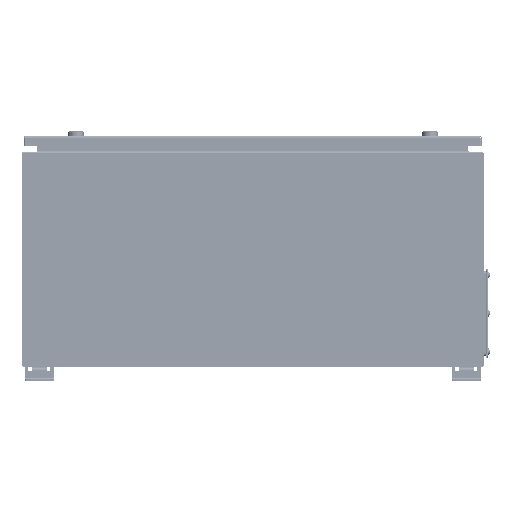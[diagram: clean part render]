
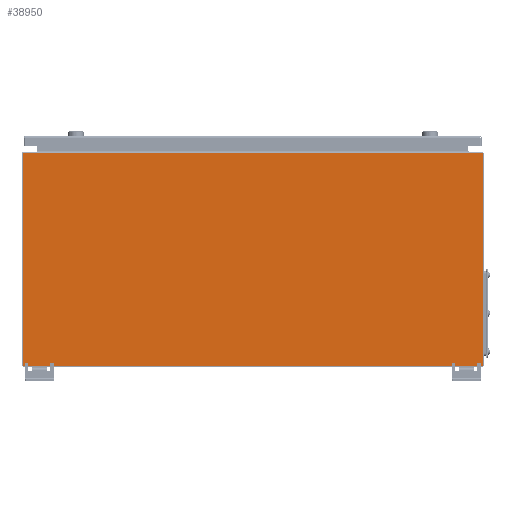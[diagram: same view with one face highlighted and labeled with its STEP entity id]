
A CAD part, left-side view. The second image highlights one B-rep face of the part: STEP entity #38950.
In plain terms, the highlighted planar face has unit normal (-1, 0, 0).
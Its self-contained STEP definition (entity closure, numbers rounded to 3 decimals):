
#2055 = CARTESIAN_POINT ( 'NONE',  ( -1.5, 400., -183.5 ) ) ;
#2487 = CARTESIAN_POINT ( 'NONE',  ( -1.5, -400., 183.5 ) ) ;
#2583 = DIRECTION ( 'NONE',  ( -1., 0., 0. ) ) ;
#2863 = CARTESIAN_POINT ( 'NONE',  ( -1.5, -400., -183.5 ) ) ;
#4180 = AXIS2_PLACEMENT_3D ( 'NONE', #30931, #43193, #48701 ) ;
#4612 = DIRECTION ( 'NONE',  ( -1., 0., 0. ) ) ;
#6348 = CIRCLE ( 'NONE', #34744, 3. ) ;
#7736 = VERTEX_POINT ( 'NONE', #31250 ) ;
#8146 = DIRECTION ( 'NONE',  ( 0., 0., -1. ) ) ;
#9104 = EDGE_CURVE ( 'NONE', #75884, #17080, #17383, .T. ) ;
#9267 = ORIENTED_EDGE ( 'NONE', *, *, #44380, .F. ) ;
#10533 = DIRECTION ( 'NONE',  ( 0., 0., 1. ) ) ;
#11344 = VECTOR ( 'NONE', #32913, 1000. ) ;
#12471 = EDGE_CURVE ( 'NONE', #7736, #63528, #40248, .T. ) ;
#13686 = CARTESIAN_POINT ( 'NONE',  ( -1.5, -400., 186.5 ) ) ;
#15488 = CARTESIAN_POINT ( 'NONE',  ( -1.5, 400., 183.5 ) ) ;
#16712 = EDGE_CURVE ( 'NONE', #21024, #17080, #72287, .T. ) ;
#16966 = DIRECTION ( 'NONE',  ( 0., 0., 1. ) ) ;
#17080 = VERTEX_POINT ( 'NONE', #15488 ) ;
#17383 = LINE ( 'NONE', #56721, #50100 ) ;
#20478 = CARTESIAN_POINT ( 'NONE',  ( -1.5, -400., 183.5 ) ) ;
#21024 = VERTEX_POINT ( 'NONE', #20478 ) ;
#26595 = CARTESIAN_POINT ( 'NONE',  ( -1.5, -400., -186.5 ) ) ;
#27139 = ORIENTED_EDGE ( 'NONE', *, *, #12471, .T. ) ;
#28066 = ORIENTED_EDGE ( 'NONE', *, *, #34344, .T. ) ;
#28310 = DIRECTION ( 'NONE',  ( 0., 1., 0. ) ) ;
#29825 = ORIENTED_EDGE ( 'NONE', *, *, #9104, .F. ) ;
#30931 = CARTESIAN_POINT ( 'NONE',  ( -1.5, 0., 0. ) ) ;
#31250 = CARTESIAN_POINT ( 'NONE',  ( -1.5, -397., -186.5 ) ) ;
#32913 = DIRECTION ( 'NONE',  ( 0., 1., 0. ) ) ;
#34344 = EDGE_CURVE ( 'NONE', #75884, #38759, #6348, .T. ) ;
#34744 = AXIS2_PLACEMENT_3D ( 'NONE', #74815, #4612, #10533 ) ;
#36635 = EDGE_LOOP ( 'NONE', ( #67731, #27139, #9267, #78919, #29825, #28066 ) ) ;
#38759 = VERTEX_POINT ( 'NONE', #64405 ) ;
#38950 = ADVANCED_FACE ( 'NONE', ( #49545 ), #74902, .T. ) ;
#40248 = CIRCLE ( 'NONE', #80785, 3. ) ;
#40659 = CARTESIAN_POINT ( 'NONE',  ( -1.5, -397., -183.5 ) ) ;
#43193 = DIRECTION ( 'NONE',  ( -1., 0., 0. ) ) ;
#44380 = EDGE_CURVE ( 'NONE', #21024, #63528, #66100, .T. ) ;
#48695 = VECTOR ( 'NONE', #8146, 1000. ) ;
#48701 = DIRECTION ( 'NONE',  ( 0., 0., 1. ) ) ;
#49545 = FACE_OUTER_BOUND ( 'NONE', #36635, .T. ) ;
#50100 = VECTOR ( 'NONE', #16966, 1000. ) ;
#56721 = CARTESIAN_POINT ( 'NONE',  ( -1.5, 400., 186.5 ) ) ;
#60099 = DIRECTION ( 'NONE',  ( 0., 0., 1. ) ) ;
#63528 = VERTEX_POINT ( 'NONE', #2863 ) ;
#64405 = CARTESIAN_POINT ( 'NONE',  ( -1.5, 397., -186.5 ) ) ;
#65493 = LINE ( 'NONE', #26595, #11344 ) ;
#66100 = LINE ( 'NONE', #13686, #48695 ) ;
#67731 = ORIENTED_EDGE ( 'NONE', *, *, #78522, .F. ) ;
#68577 = VECTOR ( 'NONE', #28310, 1000. ) ;
#72287 = LINE ( 'NONE', #2487, #68577 ) ;
#74815 = CARTESIAN_POINT ( 'NONE',  ( -1.5, 397., -183.5 ) ) ;
#74902 = PLANE ( 'NONE',  #4180 ) ;
#75884 = VERTEX_POINT ( 'NONE', #2055 ) ;
#78522 = EDGE_CURVE ( 'NONE', #7736, #38759, #65493, .T. ) ;
#78919 = ORIENTED_EDGE ( 'NONE', *, *, #16712, .T. ) ;
#80785 = AXIS2_PLACEMENT_3D ( 'NONE', #40659, #2583, #60099 ) ;
